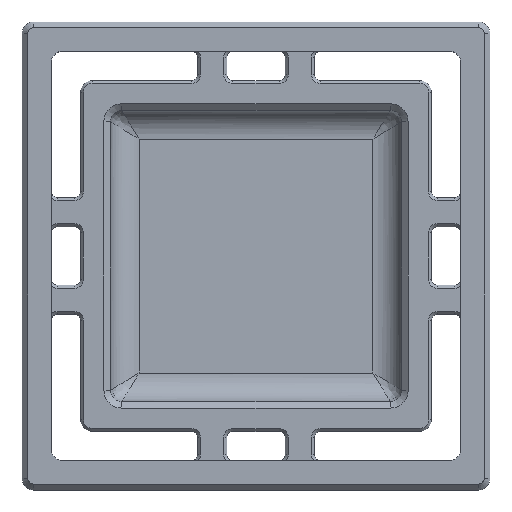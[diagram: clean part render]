
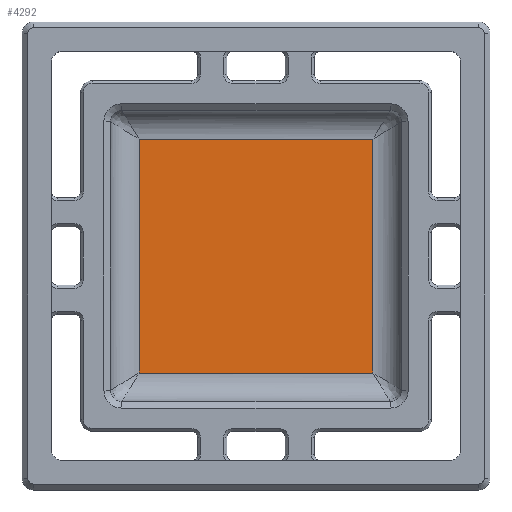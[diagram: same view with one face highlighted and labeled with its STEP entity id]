
A CAD part, top view. The second image highlights one B-rep face of the part: STEP entity #4292.
In plain terms, the highlighted planar face has unit normal (0, 0, 1).
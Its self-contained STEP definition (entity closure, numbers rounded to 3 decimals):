
#362=PLANE('',#4606);
#502=FACE_OUTER_BOUND('',#771,.T.);
#771=EDGE_LOOP('',(#3135,#3136,#3137,#3138));
#1067=LINE('',#6672,#1507);
#1068=LINE('',#6707,#1508);
#1105=LINE('',#6918,#1545);
#1106=LINE('',#6920,#1546);
#1507=VECTOR('',#5043,10.);
#1508=VECTOR('',#5050,10.);
#1545=VECTOR('',#5169,10.);
#1546=VECTOR('',#5172,10.);
#1947=VERTEX_POINT('',#6666);
#1948=VERTEX_POINT('',#6670);
#1949=VERTEX_POINT('',#6705);
#2022=VERTEX_POINT('',#6914);
#2346=EDGE_CURVE('',#1948,#1947,#1067,.T.);
#2349=EDGE_CURVE('',#1949,#1948,#1068,.T.);
#2425=EDGE_CURVE('',#1947,#2022,#1105,.T.);
#2426=EDGE_CURVE('',#2022,#1949,#1106,.T.);
#3135=ORIENTED_EDGE('',*,*,#2346,.F.);
#3136=ORIENTED_EDGE('',*,*,#2349,.F.);
#3137=ORIENTED_EDGE('',*,*,#2426,.F.);
#3138=ORIENTED_EDGE('',*,*,#2425,.F.);
#4292=ADVANCED_FACE('',(#502),#362,.T.);
#4606=AXIS2_PLACEMENT_3D('',#6921,#5173,#5174);
#5043=DIRECTION('',(-1.,0.,0.));
#5050=DIRECTION('',(0.,-1.,0.));
#5169=DIRECTION('',(0.,1.,0.));
#5172=DIRECTION('',(1.,0.,0.));
#5173=DIRECTION('center_axis',(0.,0.,1.));
#5174=DIRECTION('ref_axis',(1.,0.,0.));
#6666=CARTESIAN_POINT('',(-20.,-20.,2.));
#6670=CARTESIAN_POINT('',(20.,-20.,2.));
#6672=CARTESIAN_POINT('',(12.5,-20.,2.));
#6705=CARTESIAN_POINT('',(20.,20.,2.));
#6707=CARTESIAN_POINT('',(20.,12.5,2.));
#6914=CARTESIAN_POINT('',(-20.,20.,2.));
#6918=CARTESIAN_POINT('',(-20.,-12.5,2.));
#6920=CARTESIAN_POINT('',(-12.5,20.,2.));
#6921=CARTESIAN_POINT('Origin',(0.,0.,2.));
